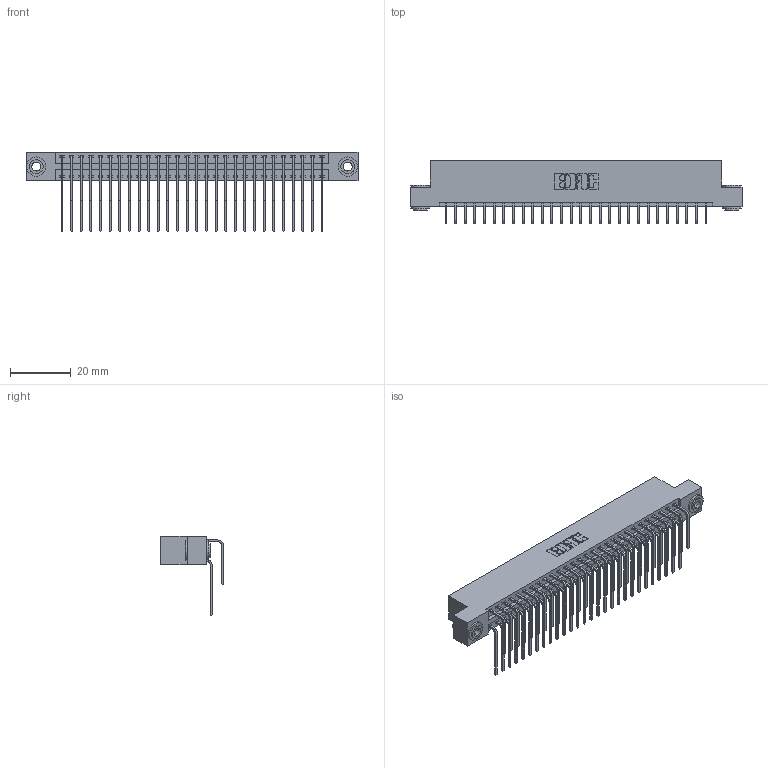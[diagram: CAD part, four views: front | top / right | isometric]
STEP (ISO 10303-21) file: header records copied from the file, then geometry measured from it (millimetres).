
FILE_DESCRIPTION (( 'STEP AP203' ), '1' );
FILE_NAME ('346-056-559-203.STEP', '2022-05-21T06:52:32', ( '' ), ( '' ), 'SwSTEP 2.0', 'SolidWorks 2020', '' );
FILE_SCHEMA (( 'CONFIG_CONTROL_DESIGN' ));
Length unit declared in the file: inch
Products named in the file (5): 345-250-002_345-250-002-102; 346-056-559-203; 345-292-001_558 559 Tail - 1; 345-292-001_559 Tail - 2; 346 Part_Flush Mounting Lugs - 0.156 Dia-TH
Assembly tree (59 placements, depth 2):
  346-056-559-203
    346 Part_Flush Mounting Lugs - 0.156 Dia-TH
    345-292-001_558 559 Tail - 1  x28
    345-292-001_559 Tail - 2  x28
    345-250-002_345-250-002-102  x2
Bounding box: 109.47 x 20.89 x 26.16 mm (x, y, z)
Volume: 10890.7 mm3; surface area: 16548.4 mm2
Topology: 59 solids, 59 shells, 3198 faces, 9457 edges, 6226 vertices
Faces by surface type: plane 2172, cylinder 1018, cone 8
Entity records: 23008 total; most frequent: CARTESIAN_POINT 3844, ORIENTED_EDGE 3718, DIRECTION 3441, EDGE_CURVE 1859, VECTOR 1551, LINE 1551, VERTEX_POINT 1234, AXIS2_PLACEMENT_3D 945
